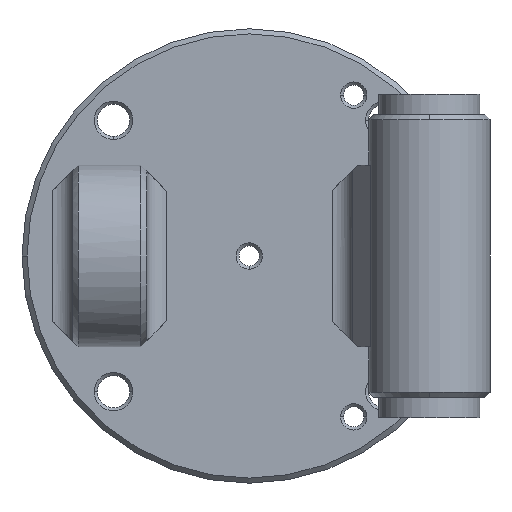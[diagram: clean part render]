
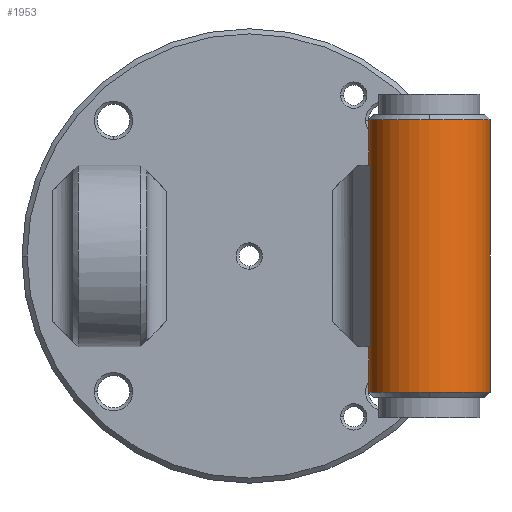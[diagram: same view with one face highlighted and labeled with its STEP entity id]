
A CAD part, left-side view. The second image highlights one B-rep face of the part: STEP entity #1953.
In plain terms, the highlighted cylindrical face has radius 6 mm (diameter 12 mm), a partial arc.
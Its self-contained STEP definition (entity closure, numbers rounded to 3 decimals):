
#16 = DIRECTION ( 'NONE',  ( 1., 0., 0. ) ) ;
#29 = CIRCLE ( 'NONE', #1182, 6. ) ;
#181 = EDGE_LOOP ( 'NONE', ( #2717, #1527, #2918, #2214, #2428, #288, #4803, #635, #2861, #2220 ) ) ;
#251 = CIRCLE ( 'NONE', #3096, 6. ) ;
#288 = ORIENTED_EDGE ( 'NONE', *, *, #4173, .T. ) ;
#309 = CARTESIAN_POINT ( 'NONE',  ( -11.85, -13.5, -24.344 ) ) ;
#364 = AXIS2_PLACEMENT_3D ( 'NONE', #3459, #5040, #16 ) ;
#576 = VERTEX_POINT ( 'NONE', #4481 ) ;
#625 = DIRECTION ( 'NONE',  ( 1., 0., 0. ) ) ;
#635 = ORIENTED_EDGE ( 'NONE', *, *, #1330, .T. ) ;
#657 = EDGE_CURVE ( 'NONE', #914, #3867, #3909, .T. ) ;
#774 = LINE ( 'NONE', #5018, #1224 ) ;
#796 = CYLINDRICAL_SURFACE ( 'NONE', #364, 6. ) ;
#824 = CARTESIAN_POINT ( 'NONE',  ( -12.023, 9., -25.773 ) ) ;
#849 = VERTEX_POINT ( 'NONE', #3380 ) ;
#914 = VERTEX_POINT ( 'NONE', #4946 ) ;
#1007 = CARTESIAN_POINT ( 'NONE',  ( -11.85, 13.5, -24.344 ) ) ;
#1065 = DIRECTION ( 'NONE',  ( 1., 0., 0. ) ) ;
#1182 = AXIS2_PLACEMENT_3D ( 'NONE', #4211, #3377, #3790 ) ;
#1224 = VECTOR ( 'NONE', #4244, 1000. ) ;
#1305 = CARTESIAN_POINT ( 'NONE',  ( -17.85, -9., -24.344 ) ) ;
#1330 = EDGE_CURVE ( 'NONE', #3884, #4100, #2615, .T. ) ;
#1389 = AXIS2_PLACEMENT_3D ( 'NONE', #4856, #3683, #1783 ) ;
#1476 = CIRCLE ( 'NONE', #1389, 6. ) ;
#1514 = LINE ( 'NONE', #824, #4739 ) ;
#1527 = ORIENTED_EDGE ( 'NONE', *, *, #4180, .T. ) ;
#1586 = DIRECTION ( 'NONE',  ( 0., -1., 0. ) ) ;
#1628 = LINE ( 'NONE', #3181, #5070 ) ;
#1783 = DIRECTION ( 'NONE',  ( 1., 0., 0. ) ) ;
#1819 = DIRECTION ( 'NONE',  ( 0., -1., 0. ) ) ;
#1852 = EDGE_CURVE ( 'NONE', #4956, #4662, #29, .T. ) ;
#1863 = CARTESIAN_POINT ( 'NONE',  ( -17.85, -13.5, -24.344 ) ) ;
#1953 = ADVANCED_FACE ( 'NONE', ( #2312 ), #796, .T. ) ;
#1965 = CARTESIAN_POINT ( 'NONE',  ( -17.85, 13.5, -24.344 ) ) ;
#2132 = CARTESIAN_POINT ( 'NONE',  ( -23.85, -13.5, -24.344 ) ) ;
#2214 = ORIENTED_EDGE ( 'NONE', *, *, #3471, .T. ) ;
#2220 = ORIENTED_EDGE ( 'NONE', *, *, #657, .T. ) ;
#2312 = FACE_OUTER_BOUND ( 'NONE', #181, .T. ) ;
#2428 = ORIENTED_EDGE ( 'NONE', *, *, #4894, .F. ) ;
#2615 = LINE ( 'NONE', #4178, #4226 ) ;
#2649 = CARTESIAN_POINT ( 'NONE',  ( -12.023, 9., -25.773 ) ) ;
#2717 = ORIENTED_EDGE ( 'NONE', *, *, #3643, .F. ) ;
#2861 = ORIENTED_EDGE ( 'NONE', *, *, #3681, .T. ) ;
#2918 = ORIENTED_EDGE ( 'NONE', *, *, #1852, .T. ) ;
#2956 = VERTEX_POINT ( 'NONE', #4867 ) ;
#3096 = AXIS2_PLACEMENT_3D ( 'NONE', #4851, #4491, #625 ) ;
#3181 = CARTESIAN_POINT ( 'NONE',  ( -23.85, 9., -24.344 ) ) ;
#3339 = CIRCLE ( 'NONE', #4249, 6. ) ;
#3348 = CIRCLE ( 'NONE', #4411, 6. ) ;
#3377 = DIRECTION ( 'NONE',  ( 0., -1., 0. ) ) ;
#3380 = CARTESIAN_POINT ( 'NONE',  ( -23.85, 13.5, -24.344 ) ) ;
#3439 = DIRECTION ( 'NONE',  ( 0., -1., 0. ) ) ;
#3459 = CARTESIAN_POINT ( 'NONE',  ( -17.85, 9., -24.344 ) ) ;
#3471 = EDGE_CURVE ( 'NONE', #4662, #576, #774, .T. ) ;
#3482 = VERTEX_POINT ( 'NONE', #2649 ) ;
#3524 = DIRECTION ( 'NONE',  ( 1., 0., 0. ) ) ;
#3545 = DIRECTION ( 'NONE',  ( 0., 1., 0. ) ) ;
#3643 = EDGE_CURVE ( 'NONE', #849, #3867, #1628, .T. ) ;
#3681 = EDGE_CURVE ( 'NONE', #4100, #914, #1476, .T. ) ;
#3683 = DIRECTION ( 'NONE',  ( 0., 1., 0. ) ) ;
#3790 = DIRECTION ( 'NONE',  ( 1., 0., 0. ) ) ;
#3867 = VERTEX_POINT ( 'NONE', #2132 ) ;
#3884 = VERTEX_POINT ( 'NONE', #4405 ) ;
#3909 = CIRCLE ( 'NONE', #5053, 6. ) ;
#4100 = VERTEX_POINT ( 'NONE', #309 ) ;
#4173 = EDGE_CURVE ( 'NONE', #3482, #2956, #1514, .T. ) ;
#4178 = CARTESIAN_POINT ( 'NONE',  ( -11.85, 9., -24.344 ) ) ;
#4180 = EDGE_CURVE ( 'NONE', #849, #4956, #3339, .T. ) ;
#4211 = CARTESIAN_POINT ( 'NONE',  ( -17.85, 13.5, -24.344 ) ) ;
#4226 = VECTOR ( 'NONE', #1819, 1000. ) ;
#4244 = DIRECTION ( 'NONE',  ( 0., -1., 0. ) ) ;
#4249 = AXIS2_PLACEMENT_3D ( 'NONE', #1965, #1586, #5044 ) ;
#4405 = CARTESIAN_POINT ( 'NONE',  ( -11.85, -9., -24.344 ) ) ;
#4411 = AXIS2_PLACEMENT_3D ( 'NONE', #1305, #3545, #3524 ) ;
#4481 = CARTESIAN_POINT ( 'NONE',  ( -11.85, 9., -24.344 ) ) ;
#4491 = DIRECTION ( 'NONE',  ( 0., -1., 0. ) ) ;
#4515 = CARTESIAN_POINT ( 'NONE',  ( -17.85, 13.5, -30.344 ) ) ;
#4573 = EDGE_CURVE ( 'NONE', #3884, #2956, #3348, .T. ) ;
#4582 = DIRECTION ( 'NONE',  ( 0., 1., 0. ) ) ;
#4662 = VERTEX_POINT ( 'NONE', #1007 ) ;
#4739 = VECTOR ( 'NONE', #3439, 1000. ) ;
#4748 = DIRECTION ( 'NONE',  ( 0., -1., 0. ) ) ;
#4803 = ORIENTED_EDGE ( 'NONE', *, *, #4573, .F. ) ;
#4851 = CARTESIAN_POINT ( 'NONE',  ( -17.85, 9., -24.344 ) ) ;
#4856 = CARTESIAN_POINT ( 'NONE',  ( -17.85, -13.5, -24.344 ) ) ;
#4867 = CARTESIAN_POINT ( 'NONE',  ( -12.023, -9., -25.773 ) ) ;
#4894 = EDGE_CURVE ( 'NONE', #3482, #576, #251, .T. ) ;
#4946 = CARTESIAN_POINT ( 'NONE',  ( -17.85, -13.5, -30.344 ) ) ;
#4956 = VERTEX_POINT ( 'NONE', #4515 ) ;
#5018 = CARTESIAN_POINT ( 'NONE',  ( -11.85, 9., -24.344 ) ) ;
#5040 = DIRECTION ( 'NONE',  ( 0., -1., 0. ) ) ;
#5044 = DIRECTION ( 'NONE',  ( 1., 0., 0. ) ) ;
#5053 = AXIS2_PLACEMENT_3D ( 'NONE', #1863, #4582, #1065 ) ;
#5070 = VECTOR ( 'NONE', #4748, 1000. ) ;
